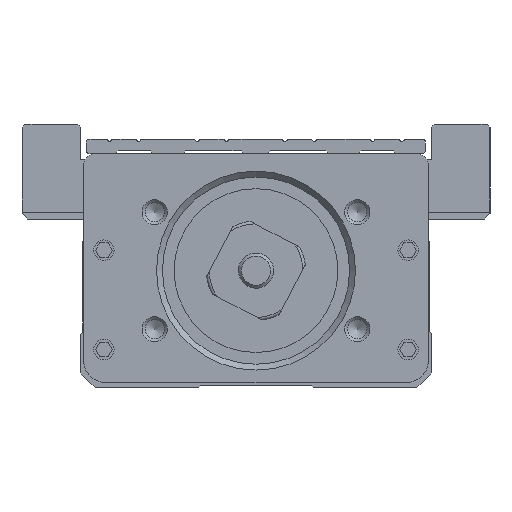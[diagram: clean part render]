
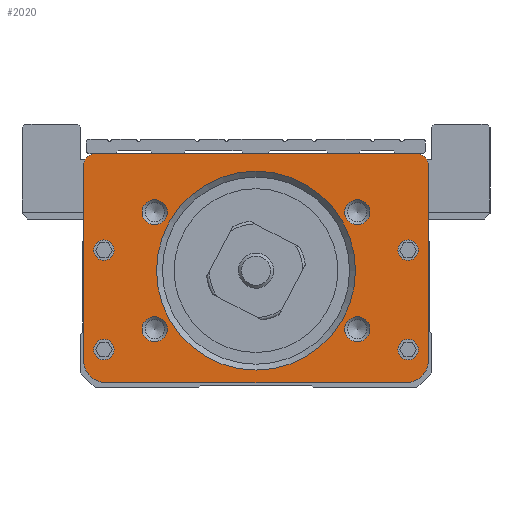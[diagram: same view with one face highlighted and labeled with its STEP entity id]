
A CAD part, front view. The second image highlights one B-rep face of the part: STEP entity #2020.
In plain terms, the highlighted face is planar.
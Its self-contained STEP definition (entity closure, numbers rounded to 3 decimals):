
#2020=ADVANCED_FACE('',(#4420,#4421,#4422,#4423,#4424,#4425,#4426,#4427,
#4428,#4429),#3007,.F.);
#3007=PLANE('',#20814);
#3786=CIRCLE('',#20771,4.);
#3788=CIRCLE('',#20775,4.);
#3799=CIRCLE('',#20799,2.);
#3800=CIRCLE('',#20801,2.);
#3802=CIRCLE('',#20805,2.15);
#3803=CIRCLE('',#20806,2.15);
#3804=CIRCLE('',#20807,2.15);
#3805=CIRCLE('',#20808,2.15);
#3806=CIRCLE('',#20809,17.);
#3807=CIRCLE('',#20810,1.75);
#3808=CIRCLE('',#20811,1.75);
#3809=CIRCLE('',#20812,1.75);
#3810=CIRCLE('',#20813,1.75);
#4420=FACE_BOUND('',#5328,.T.);
#4421=FACE_BOUND('',#5329,.T.);
#4422=FACE_BOUND('',#5330,.T.);
#4423=FACE_BOUND('',#5331,.T.);
#4424=FACE_BOUND('',#5332,.T.);
#4425=FACE_BOUND('',#5333,.T.);
#4426=FACE_BOUND('',#5334,.T.);
#4427=FACE_BOUND('',#5335,.T.);
#4428=FACE_BOUND('',#5336,.T.);
#4429=FACE_BOUND('',#5337,.T.);
#5328=EDGE_LOOP('',(#8423));
#5329=EDGE_LOOP('',(#8424));
#5330=EDGE_LOOP('',(#8425));
#5331=EDGE_LOOP('',(#8426));
#5332=EDGE_LOOP('',(#8427));
#5333=EDGE_LOOP('',(#8428));
#5334=EDGE_LOOP('',(#8429));
#5335=EDGE_LOOP('',(#8430));
#5336=EDGE_LOOP('',(#8431));
#5337=EDGE_LOOP('',(#8432,#8433,#8434,#8435,#8436,#8437,#8438,#8439));
#8423=ORIENTED_EDGE('',*,*,#14738,.T.);
#8424=ORIENTED_EDGE('',*,*,#14739,.T.);
#8425=ORIENTED_EDGE('',*,*,#14740,.T.);
#8426=ORIENTED_EDGE('',*,*,#14741,.T.);
#8427=ORIENTED_EDGE('',*,*,#14742,.T.);
#8428=ORIENTED_EDGE('',*,*,#14743,.T.);
#8429=ORIENTED_EDGE('',*,*,#14744,.T.);
#8430=ORIENTED_EDGE('',*,*,#14745,.T.);
#8431=ORIENTED_EDGE('',*,*,#14746,.T.);
#8432=ORIENTED_EDGE('',*,*,#14721,.F.);
#8433=ORIENTED_EDGE('',*,*,#14675,.F.);
#8434=ORIENTED_EDGE('',*,*,#14696,.F.);
#8435=ORIENTED_EDGE('',*,*,#14736,.F.);
#8436=ORIENTED_EDGE('',*,*,#14631,.F.);
#8437=ORIENTED_EDGE('',*,*,#14735,.F.);
#8438=ORIENTED_EDGE('',*,*,#14694,.F.);
#8439=ORIENTED_EDGE('',*,*,#14683,.F.);
#12471=VERTEX_POINT('',#30002);
#12472=VERTEX_POINT('',#30004);
#12512=VERTEX_POINT('',#30090);
#12513=VERTEX_POINT('',#30092);
#12520=VERTEX_POINT('',#30108);
#12521=VERTEX_POINT('',#30110);
#12526=VERTEX_POINT('',#30123);
#12530=VERTEX_POINT('',#30134);
#12555=VERTEX_POINT('',#30215);
#12556=VERTEX_POINT('',#30217);
#12557=VERTEX_POINT('',#30219);
#12558=VERTEX_POINT('',#30221);
#12559=VERTEX_POINT('',#30223);
#12560=VERTEX_POINT('',#30225);
#12561=VERTEX_POINT('',#30227);
#12562=VERTEX_POINT('',#30229);
#12563=VERTEX_POINT('',#30231);
#14631=EDGE_CURVE('',#12471,#12472,#16986,.T.);
#14675=EDGE_CURVE('',#12512,#12513,#3786,.T.);
#14683=EDGE_CURVE('',#12520,#12521,#3788,.T.);
#14694=EDGE_CURVE('',#12521,#12526,#17032,.T.);
#14696=EDGE_CURVE('',#12530,#12512,#17034,.T.);
#14721=EDGE_CURVE('',#12513,#12520,#17054,.T.);
#14735=EDGE_CURVE('',#12526,#12471,#3799,.T.);
#14736=EDGE_CURVE('',#12472,#12530,#3800,.T.);
#14738=EDGE_CURVE('',#12555,#12555,#3802,.T.);
#14739=EDGE_CURVE('',#12556,#12556,#3803,.T.);
#14740=EDGE_CURVE('',#12557,#12557,#3804,.T.);
#14741=EDGE_CURVE('',#12558,#12558,#3805,.T.);
#14742=EDGE_CURVE('',#12559,#12559,#3806,.T.);
#14743=EDGE_CURVE('',#12560,#12560,#3807,.T.);
#14744=EDGE_CURVE('',#12561,#12561,#3808,.T.);
#14745=EDGE_CURVE('',#12562,#12562,#3809,.T.);
#14746=EDGE_CURVE('',#12563,#12563,#3810,.T.);
#16986=LINE('',#30003,#18869);
#17032=LINE('',#30131,#18915);
#17034=LINE('',#30135,#18917);
#17054=LINE('',#30185,#18937);
#18869=VECTOR('',#24025,1.);
#18915=VECTOR('',#24119,1.);
#18917=VECTOR('',#24123,1.);
#18937=VECTOR('',#24169,1.);
#20771=AXIS2_PLACEMENT_3D('',#30091,#24089,#24090);
#20775=AXIS2_PLACEMENT_3D('',#30109,#24103,#24104);
#20799=AXIS2_PLACEMENT_3D('',#30208,#24192,#24193);
#20801=AXIS2_PLACEMENT_3D('',#30210,#24196,#24197);
#20805=AXIS2_PLACEMENT_3D('',#30214,#24204,#24205);
#20806=AXIS2_PLACEMENT_3D('',#30216,#24206,#24207);
#20807=AXIS2_PLACEMENT_3D('',#30218,#24208,#24209);
#20808=AXIS2_PLACEMENT_3D('',#30220,#24210,#24211);
#20809=AXIS2_PLACEMENT_3D('',#30222,#24212,#24213);
#20810=AXIS2_PLACEMENT_3D('',#30224,#24214,#24215);
#20811=AXIS2_PLACEMENT_3D('',#30226,#24216,#24217);
#20812=AXIS2_PLACEMENT_3D('',#30228,#24218,#24219);
#20813=AXIS2_PLACEMENT_3D('',#30230,#24220,#24221);
#20814=AXIS2_PLACEMENT_3D('',#30232,#24222,#24223);
#24025=DIRECTION('',(1.,0.,0.));
#24089=DIRECTION('',(0.,1.,0.));
#24090=DIRECTION('',(1.,0.,0.));
#24103=DIRECTION('',(0.,1.,0.));
#24104=DIRECTION('',(1.,0.,0.));
#24119=DIRECTION('',(0.,0.,1.));
#24123=DIRECTION('',(0.,0.,-1.));
#24169=DIRECTION('',(-1.,0.,0.));
#24192=DIRECTION('',(0.,1.,0.));
#24193=DIRECTION('',(0.,0.,1.));
#24196=DIRECTION('',(0.,1.,0.));
#24197=DIRECTION('',(0.,0.,1.));
#24204=DIRECTION('',(0.,1.,0.));
#24205=DIRECTION('',(0.,0.,1.));
#24206=DIRECTION('',(0.,1.,0.));
#24207=DIRECTION('',(0.,0.,1.));
#24208=DIRECTION('',(0.,1.,0.));
#24209=DIRECTION('',(0.,0.,1.));
#24210=DIRECTION('',(0.,1.,0.));
#24211=DIRECTION('',(0.,0.,1.));
#24212=DIRECTION('',(0.,1.,0.));
#24213=DIRECTION('',(0.,0.,1.));
#24214=DIRECTION('',(0.,1.,0.));
#24215=DIRECTION('',(0.,0.,1.));
#24216=DIRECTION('',(0.,1.,0.));
#24217=DIRECTION('',(0.,0.,1.));
#24218=DIRECTION('',(0.,1.,0.));
#24219=DIRECTION('',(0.,0.,1.));
#24220=DIRECTION('',(0.,1.,0.));
#24221=DIRECTION('',(0.,0.,1.));
#24222=DIRECTION('',(0.,1.,0.));
#24223=DIRECTION('',(0.,0.,-1.));
#30002=CARTESIAN_POINT('',(-27.5,-130.762,38.));
#30003=CARTESIAN_POINT('',(-25.5,-130.762,38.));
#30004=CARTESIAN_POINT('',(27.5,-130.762,38.));
#30090=CARTESIAN_POINT('',(29.5,-130.762,2.8));
#30091=CARTESIAN_POINT('',(25.5,-130.762,2.8));
#30092=CARTESIAN_POINT('',(25.5,-130.762,-1.2));
#30108=CARTESIAN_POINT('',(-25.5,-130.762,-1.2));
#30109=CARTESIAN_POINT('',(-25.5,-130.762,2.8));
#30110=CARTESIAN_POINT('',(-29.5,-130.762,2.8));
#30123=CARTESIAN_POINT('',(-29.5,-130.762,36.));
#30131=CARTESIAN_POINT('',(-29.5,-130.762,2.8));
#30134=CARTESIAN_POINT('',(29.5,-130.762,36.));
#30135=CARTESIAN_POINT('',(29.5,-130.762,39.));
#30185=CARTESIAN_POINT('',(25.5,-130.762,-1.2));
#30208=CARTESIAN_POINT('',(-27.5,-130.762,36.));
#30210=CARTESIAN_POINT('',(27.5,-130.762,36.));
#30214=CARTESIAN_POINT('',(-17.321,-130.762,28.));
#30215=CARTESIAN_POINT('',(-17.321,-130.762,30.15));
#30216=CARTESIAN_POINT('',(17.321,-130.762,8.));
#30217=CARTESIAN_POINT('',(17.321,-130.762,10.15));
#30218=CARTESIAN_POINT('',(17.321,-130.762,28.));
#30219=CARTESIAN_POINT('',(17.321,-130.762,30.15));
#30220=CARTESIAN_POINT('',(-17.321,-130.762,8.));
#30221=CARTESIAN_POINT('',(-17.321,-130.762,10.15));
#30222=CARTESIAN_POINT('',(0.,-130.762,18.));
#30223=CARTESIAN_POINT('',(0.,-130.762,35.));
#30224=CARTESIAN_POINT('',(-26.,-130.762,21.5));
#30225=CARTESIAN_POINT('',(-26.,-130.762,23.25));
#30226=CARTESIAN_POINT('',(-26.,-130.762,4.5));
#30227=CARTESIAN_POINT('',(-26.,-130.762,6.25));
#30228=CARTESIAN_POINT('',(26.,-130.762,4.5));
#30229=CARTESIAN_POINT('',(26.,-130.762,6.25));
#30230=CARTESIAN_POINT('',(26.,-130.762,21.5));
#30231=CARTESIAN_POINT('',(26.,-130.762,23.25));
#30232=CARTESIAN_POINT('',(-25.5,-130.762,2.8));
